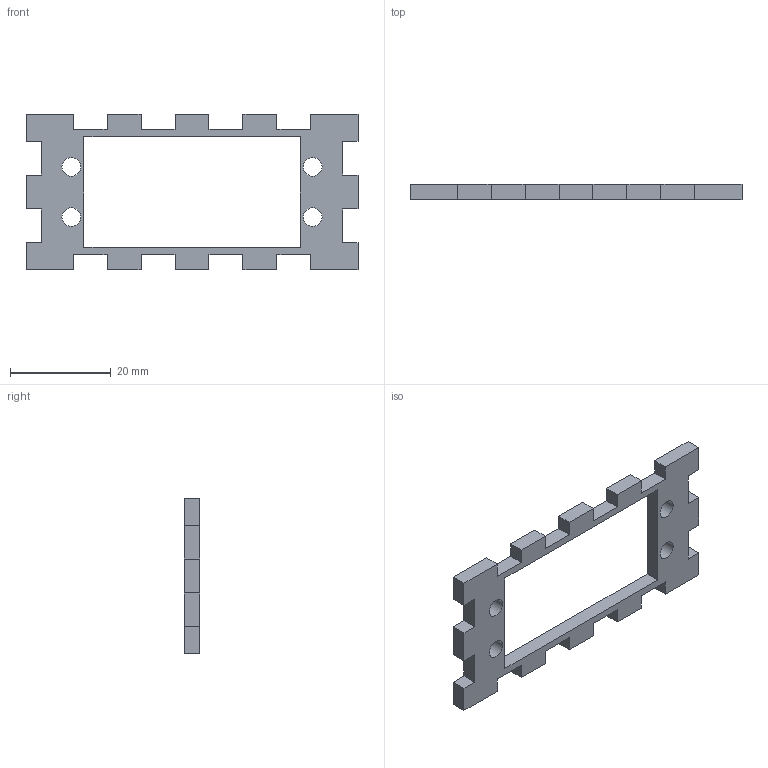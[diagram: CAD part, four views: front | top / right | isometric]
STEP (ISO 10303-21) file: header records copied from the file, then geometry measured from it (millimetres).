
FILE_DESCRIPTION(/* description */ (''),/* implementation_level */ '2;1');
FILE_NAME(/* name */ '1_ipt_af5126f9.STEP',/* time_stamp */ '2021-11-27T22:58:35+02:00',/* author */ ('Hesha'),/* organization */ (''),/* preprocessor_version */ 'ST-DEVELOPER v18',/* originating_system */ 'Autodesk Inventor 2020',/* authorisation */ '');
FILE_SCHEMA (('AUTOMOTIVE_DESIGN { 1 0 10303 214 3 1 1 }'));
Length unit declared in the file: millimetre
Products named in the file (1): 1
Bounding box: 66 x 3 x 31 mm (x, y, z)
Volume: 2442 mm3; surface area: 2955.5 mm2
Topology: 1 solids, 1 shells, 62 faces, 188 edges, 128 vertices
Faces by surface type: plane 58, cylinder 4
Full cylindrical faces by diameter (mm): 3.7 x4
Entity records: 2153 total; most frequent: CARTESIAN_POINT 379, ORIENTED_EDGE 376, DIRECTION 330, EDGE_CURVE 188, LINE 172, VECTOR 172, VERTEX_POINT 128, AXIS2_PLACEMENT_3D 79
